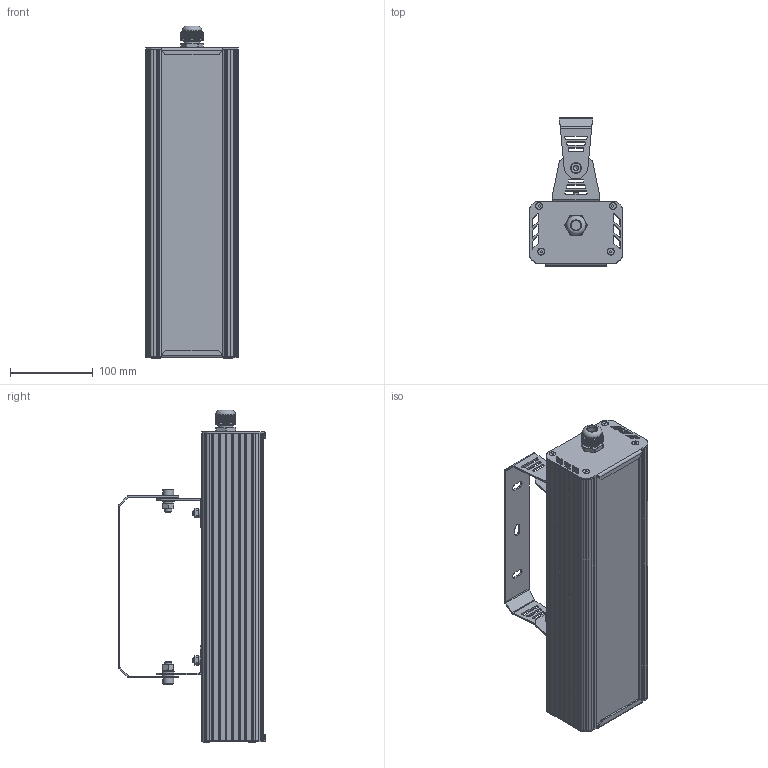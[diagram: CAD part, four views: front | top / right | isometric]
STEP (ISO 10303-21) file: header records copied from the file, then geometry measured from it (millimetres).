
FILE_DESCRIPTION(('STEP AP214'), '1');
FILE_NAME('001.0070.39.000 - ÃÑÏ-Ïðèìà-Îïòèê-50', '2023-09-24T10:45:55', (''), (''), 'C3D Converter', 'C3D Toolkit', '');
FILE_SCHEMA(('AUTOMOTIVE_DESIGN { 1 0 10303 214 3 1 1}'));
Length unit declared in the file: millimetre
Products named in the file (39): 001.0070.39.000
Assembly tree (64 placements, depth 4):
  001.0070.39.000
    (unnamed)
      (unnamed)
      (unnamed)
      (unnamed)  x4
      (unnamed)
      (unnamed)  x4
      (unnamed)
      (unnamed)
      (unnamed)
      (unnamed)  x5
        (unnamed)
        (unnamed)
        (unnamed)
        (unnamed)
        (unnamed)
        (unnamed)
        (unnamed)
        (unnamed)
        (unnamed)
        (unnamed)
    (unnamed)
      (unnamed)
      (unnamed)
      (unnamed)
      (unnamed)  x2
      (unnamed)
      (unnamed)
      (unnamed)
      (unnamed)
      (unnamed)
      (unnamed)
      (unnamed)
      (unnamed)
      (unnamed)  x2
      (unnamed)
      (unnamed)
      (unnamed)
      (unnamed)
Bounding box: 112.19 x 178.44 x 401 mm (x, y, z)
Volume: 839965.5 mm3; surface area: 695963.7 mm2
Topology: 208 solids, 208 shells, 3647 faces, 9028 edges, 6063 vertices
Faces by surface type: plane 2378, cylinder 1056, cone 98, bspline 88, sphere 15, torus 12
Full cylindrical faces by diameter (mm): 1 x15, 2 x10, 2.5 x20, 2.8 x125, 3.2 x15, 3.5 x30, 4 x8, 4.917 x2, 6 x4, 6.6 x2, 6.647 x2, 8 x10, 8.5 x4, 9 x69, 11 x2, 12 x1, 12.5 x1, 13 x2, 15 x4, 18.5 x3, 20 x1, 23.5 x1
Entity records: 105672 total; most frequent: CARTESIAN_POINT 37960, DIRECTION 10578, ORIENTED_EDGE 10430, EDGE_CURVE 5215, AXIS2_PLACEMENT_3D 3731, VERTEX_POINT 3587, LINE 3116, VECTOR 3116
